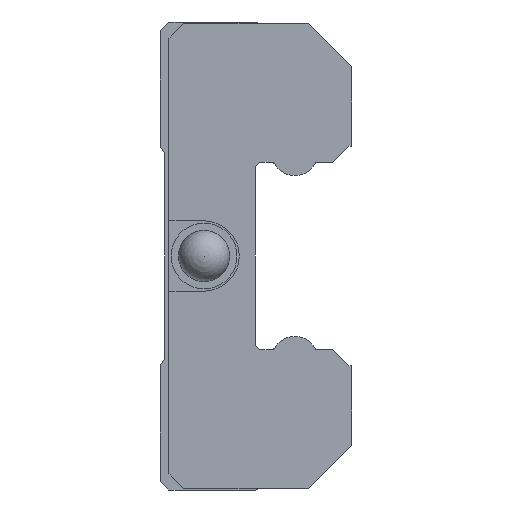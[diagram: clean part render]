
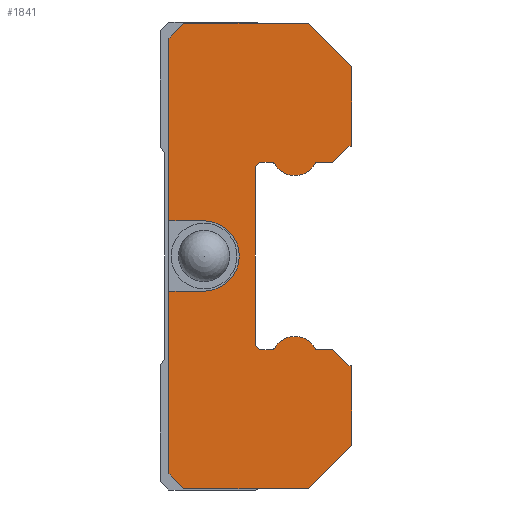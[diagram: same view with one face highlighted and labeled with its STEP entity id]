
A CAD part, left-side view. The second image highlights one B-rep face of the part: STEP entity #1841.
In plain terms, the highlighted planar face has unit normal (-1, 0, 0).
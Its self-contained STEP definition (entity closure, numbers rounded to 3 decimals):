
#32=LINE('',#2672,#248);
#36=LINE('',#2680,#252);
#38=LINE('',#2684,#254);
#39=LINE('',#2688,#255);
#40=LINE('',#2689,#256);
#41=LINE('',#2691,#257);
#42=LINE('',#2693,#258);
#43=LINE('',#2695,#259);
#44=LINE('',#2697,#260);
#45=LINE('',#2699,#261);
#46=LINE('',#2701,#262);
#47=LINE('',#2709,#263);
#48=LINE('',#2711,#264);
#49=LINE('',#2713,#265);
#50=LINE('',#2715,#266);
#51=LINE('',#2717,#267);
#52=LINE('',#2725,#268);
#53=LINE('',#2727,#269);
#54=LINE('',#2729,#270);
#55=LINE('',#2731,#271);
#56=LINE('',#2733,#272);
#57=LINE('',#2735,#273);
#58=LINE('',#2737,#274);
#248=VECTOR('',#2155,1000.);
#252=VECTOR('',#2159,1000.);
#254=VECTOR('',#2163,1000.);
#255=VECTOR('',#2166,1000.);
#256=VECTOR('',#2167,1000.);
#257=VECTOR('',#2168,1000.);
#258=VECTOR('',#2169,1000.);
#259=VECTOR('',#2170,1000.);
#260=VECTOR('',#2171,1000.);
#261=VECTOR('',#2172,1000.);
#262=VECTOR('',#2173,1000.);
#263=VECTOR('',#2180,1000.);
#264=VECTOR('',#2181,1000.);
#265=VECTOR('',#2182,1000.);
#266=VECTOR('',#2183,1000.);
#267=VECTOR('',#2184,1000.);
#268=VECTOR('',#2191,1000.);
#269=VECTOR('',#2192,1000.);
#270=VECTOR('',#2193,1000.);
#271=VECTOR('',#2194,1000.);
#272=VECTOR('',#2195,1000.);
#273=VECTOR('',#2196,1000.);
#274=VECTOR('',#2197,1000.);
#478=PLANE('',#1983);
#594=ORIENTED_EDGE('',*,*,#1104,.T.);
#595=ORIENTED_EDGE('',*,*,#1105,.T.);
#596=ORIENTED_EDGE('',*,*,#1106,.T.);
#597=ORIENTED_EDGE('',*,*,#1102,.F.);
#598=ORIENTED_EDGE('',*,*,#1107,.F.);
#599=ORIENTED_EDGE('',*,*,#1108,.F.);
#600=ORIENTED_EDGE('',*,*,#1109,.F.);
#601=ORIENTED_EDGE('',*,*,#1110,.F.);
#602=ORIENTED_EDGE('',*,*,#1111,.T.);
#603=ORIENTED_EDGE('',*,*,#1112,.T.);
#604=ORIENTED_EDGE('',*,*,#1113,.T.);
#605=ORIENTED_EDGE('',*,*,#1114,.T.);
#606=ORIENTED_EDGE('',*,*,#1115,.F.);
#607=ORIENTED_EDGE('',*,*,#1116,.T.);
#608=ORIENTED_EDGE('',*,*,#1117,.T.);
#609=ORIENTED_EDGE('',*,*,#1118,.T.);
#610=ORIENTED_EDGE('',*,*,#1119,.T.);
#611=ORIENTED_EDGE('',*,*,#1120,.T.);
#612=ORIENTED_EDGE('',*,*,#1121,.T.);
#613=ORIENTED_EDGE('',*,*,#1122,.T.);
#614=ORIENTED_EDGE('',*,*,#1123,.F.);
#615=ORIENTED_EDGE('',*,*,#1124,.T.);
#616=ORIENTED_EDGE('',*,*,#1125,.T.);
#617=ORIENTED_EDGE('',*,*,#1126,.T.);
#618=ORIENTED_EDGE('',*,*,#1127,.T.);
#619=ORIENTED_EDGE('',*,*,#1128,.F.);
#620=ORIENTED_EDGE('',*,*,#1129,.F.);
#621=ORIENTED_EDGE('',*,*,#1130,.F.);
#622=ORIENTED_EDGE('',*,*,#1131,.F.);
#623=ORIENTED_EDGE('',*,*,#1098,.F.);
#1098=EDGE_CURVE('',#1356,#1357,#32,.T.);
#1102=EDGE_CURVE('',#1360,#1361,#36,.T.);
#1104=EDGE_CURVE('',#1356,#1362,#38,.T.);
#1105=EDGE_CURVE('',#1362,#1363,#1532,.T.);
#1106=EDGE_CURVE('',#1363,#1361,#39,.T.);
#1107=EDGE_CURVE('',#1364,#1360,#40,.T.);
#1108=EDGE_CURVE('',#1365,#1364,#41,.T.);
#1109=EDGE_CURVE('',#1366,#1365,#42,.T.);
#1110=EDGE_CURVE('',#1367,#1366,#43,.T.);
#1111=EDGE_CURVE('',#1367,#1368,#44,.T.);
#1112=EDGE_CURVE('',#1368,#1369,#45,.T.);
#1113=EDGE_CURVE('',#1369,#1370,#46,.T.);
#1114=EDGE_CURVE('',#1370,#1371,#1533,.T.);
#1115=EDGE_CURVE('',#1372,#1371,#1534,.T.);
#1116=EDGE_CURVE('',#1372,#1373,#1535,.T.);
#1117=EDGE_CURVE('',#1373,#1374,#47,.T.);
#1118=EDGE_CURVE('',#1374,#1375,#48,.T.);
#1119=EDGE_CURVE('',#1375,#1376,#49,.T.);
#1120=EDGE_CURVE('',#1376,#1377,#50,.T.);
#1121=EDGE_CURVE('',#1377,#1378,#51,.T.);
#1122=EDGE_CURVE('',#1378,#1379,#1536,.T.);
#1123=EDGE_CURVE('',#1380,#1379,#1537,.T.);
#1124=EDGE_CURVE('',#1380,#1381,#1538,.T.);
#1125=EDGE_CURVE('',#1381,#1382,#52,.T.);
#1126=EDGE_CURVE('',#1382,#1383,#53,.T.);
#1127=EDGE_CURVE('',#1383,#1384,#54,.T.);
#1128=EDGE_CURVE('',#1385,#1384,#55,.T.);
#1129=EDGE_CURVE('',#1386,#1385,#56,.T.);
#1130=EDGE_CURVE('',#1387,#1386,#57,.T.);
#1131=EDGE_CURVE('',#1357,#1387,#58,.T.);
#1356=VERTEX_POINT('',#2671);
#1357=VERTEX_POINT('',#2673);
#1360=VERTEX_POINT('',#2679);
#1361=VERTEX_POINT('',#2681);
#1362=VERTEX_POINT('',#2685);
#1363=VERTEX_POINT('',#2687);
#1364=VERTEX_POINT('',#2690);
#1365=VERTEX_POINT('',#2692);
#1366=VERTEX_POINT('',#2694);
#1367=VERTEX_POINT('',#2696);
#1368=VERTEX_POINT('',#2698);
#1369=VERTEX_POINT('',#2700);
#1370=VERTEX_POINT('',#2702);
#1371=VERTEX_POINT('',#2704);
#1372=VERTEX_POINT('',#2706);
#1373=VERTEX_POINT('',#2708);
#1374=VERTEX_POINT('',#2710);
#1375=VERTEX_POINT('',#2712);
#1376=VERTEX_POINT('',#2714);
#1377=VERTEX_POINT('',#2716);
#1378=VERTEX_POINT('',#2718);
#1379=VERTEX_POINT('',#2720);
#1380=VERTEX_POINT('',#2722);
#1381=VERTEX_POINT('',#2724);
#1382=VERTEX_POINT('',#2726);
#1383=VERTEX_POINT('',#2728);
#1384=VERTEX_POINT('',#2730);
#1385=VERTEX_POINT('',#2732);
#1386=VERTEX_POINT('',#2734);
#1387=VERTEX_POINT('',#2736);
#1532=CIRCLE('',#1984,2.4);
#1533=CIRCLE('',#1985,0.15);
#1534=CIRCLE('',#1986,1.6);
#1535=CIRCLE('',#1987,0.15);
#1536=CIRCLE('',#1988,0.15);
#1537=CIRCLE('',#1989,1.6);
#1538=CIRCLE('',#1990,0.15);
#1581=EDGE_LOOP('',(#594,#595,#596,#597,#598,#599,#600,#601,#602,#603,#604,
#605,#606,#607,#608,#609,#610,#611,#612,#613,#614,#615,#616,#617,#618,#619,
#620,#621,#622,#623));
#1711=FACE_BOUND('',#1581,.T.);
#1841=ADVANCED_FACE('',(#1711),#478,.F.);
#1983=AXIS2_PLACEMENT_3D('',#2683,#2161,#2162);
#1984=AXIS2_PLACEMENT_3D('',#2686,#2164,#2165);
#1985=AXIS2_PLACEMENT_3D('',#2703,#2174,#2175);
#1986=AXIS2_PLACEMENT_3D('',#2705,#2176,#2177);
#1987=AXIS2_PLACEMENT_3D('',#2707,#2178,#2179);
#1988=AXIS2_PLACEMENT_3D('',#2719,#2185,#2186);
#1989=AXIS2_PLACEMENT_3D('',#2721,#2187,#2188);
#1990=AXIS2_PLACEMENT_3D('',#2723,#2189,#2190);
#2155=DIRECTION('',(0.,0.,1.));
#2159=DIRECTION('',(0.,0.,1.));
#2161=DIRECTION('',(1.,0.,0.));
#2162=DIRECTION('',(0.,0.,-1.));
#2163=DIRECTION('',(0.,-1.,0.));
#2164=DIRECTION('',(1.,0.,0.));
#2165=DIRECTION('',(0.,0.,-1.));
#2166=DIRECTION('',(0.,1.,0.));
#2167=DIRECTION('',(0.,0.707,0.707));
#2168=DIRECTION('',(0.,1.,0.));
#2169=DIRECTION('',(0.,0.707,-0.707));
#2170=DIRECTION('',(0.,0.,-1.));
#2171=DIRECTION('',(0.,1.,0.));
#2172=DIRECTION('',(0.,0.707,0.707));
#2173=DIRECTION('',(0.,1.,0.));
#2174=DIRECTION('',(1.,0.,0.));
#2175=DIRECTION('',(0.,0.,-1.));
#2176=DIRECTION('',(1.,0.,0.));
#2177=DIRECTION('',(0.,0.,-1.));
#2178=DIRECTION('',(1.,0.,0.));
#2179=DIRECTION('',(0.,0.,-1.));
#2180=DIRECTION('',(0.,1.,0.));
#2181=DIRECTION('',(0.,0.707,0.707));
#2182=DIRECTION('',(0.,0.,1.));
#2183=DIRECTION('',(0.,-0.707,0.707));
#2184=DIRECTION('',(0.,-1.,0.));
#2185=DIRECTION('',(1.,0.,0.));
#2186=DIRECTION('',(0.,0.,-1.));
#2187=DIRECTION('',(1.,0.,0.));
#2188=DIRECTION('',(0.,0.,-1.));
#2189=DIRECTION('',(1.,0.,0.));
#2190=DIRECTION('',(0.,0.,-1.));
#2191=DIRECTION('',(0.,-1.,0.));
#2192=DIRECTION('',(0.,-0.707,0.707));
#2193=DIRECTION('',(0.,-1.,0.));
#2194=DIRECTION('',(0.,0.,-1.));
#2195=DIRECTION('',(0.,-0.707,-0.707));
#2196=DIRECTION('',(0.,-1.,0.));
#2197=DIRECTION('',(0.,-0.707,0.707));
#2671=CARTESIAN_POINT('',(-21.5,12.7,2.4));
#2672=CARTESIAN_POINT('',(-21.5,12.7,-14.9));
#2673=CARTESIAN_POINT('',(-21.5,12.7,14.9));
#2679=CARTESIAN_POINT('',(-21.5,12.7,-14.9));
#2680=CARTESIAN_POINT('',(-21.5,12.7,-14.9));
#2681=CARTESIAN_POINT('',(-21.5,12.7,-2.4));
#2683=CARTESIAN_POINT('',(-21.5,0.,0.));
#2684=CARTESIAN_POINT('',(-21.5,13.3,2.4));
#2685=CARTESIAN_POINT('',(-21.5,10.3,2.4));
#2686=CARTESIAN_POINT('',(-21.5,10.3,0.));
#2687=CARTESIAN_POINT('',(-21.5,10.3,-2.4));
#2688=CARTESIAN_POINT('',(-21.5,10.3,-2.4));
#2689=CARTESIAN_POINT('',(-21.5,11.7,-15.9));
#2690=CARTESIAN_POINT('',(-21.5,11.7,-15.9));
#2691=CARTESIAN_POINT('',(-21.5,3.16,-15.9));
#2692=CARTESIAN_POINT('',(-21.5,3.16,-15.9));
#2693=CARTESIAN_POINT('',(-21.5,0.2,-12.94));
#2694=CARTESIAN_POINT('',(-21.5,0.2,-12.94));
#2695=CARTESIAN_POINT('',(-21.5,0.2,12.94));
#2696=CARTESIAN_POINT('',(-21.5,0.2,-7.5));
#2697=CARTESIAN_POINT('',(-21.5,-2.2,-7.5));
#2698=CARTESIAN_POINT('',(-21.5,0.4,-7.5));
#2699=CARTESIAN_POINT('',(-21.5,0.4,-7.5));
#2700=CARTESIAN_POINT('',(-21.5,1.5,-6.4));
#2701=CARTESIAN_POINT('',(-21.5,1.5,-6.4));
#2702=CARTESIAN_POINT('',(-21.5,2.57,-6.4));
#2703=CARTESIAN_POINT('',(-21.5,2.57,-6.25));
#2704=CARTESIAN_POINT('',(-21.5,2.701,-6.323));
#2705=CARTESIAN_POINT('',(-21.5,4.1,-7.1));
#2706=CARTESIAN_POINT('',(-21.5,5.499,-6.323));
#2707=CARTESIAN_POINT('',(-21.5,5.63,-6.25));
#2708=CARTESIAN_POINT('',(-21.5,5.63,-6.4));
#2709=CARTESIAN_POINT('',(-21.5,5.63,-6.4));
#2710=CARTESIAN_POINT('',(-21.5,6.5,-6.4));
#2711=CARTESIAN_POINT('',(-21.5,6.5,-6.4));
#2712=CARTESIAN_POINT('',(-21.5,6.8,-6.1));
#2713=CARTESIAN_POINT('',(-21.5,6.8,-6.1));
#2714=CARTESIAN_POINT('',(-21.5,6.8,6.1));
#2715=CARTESIAN_POINT('',(-21.5,6.8,6.1));
#2716=CARTESIAN_POINT('',(-21.5,6.5,6.4));
#2717=CARTESIAN_POINT('',(-21.5,6.5,6.4));
#2718=CARTESIAN_POINT('',(-21.5,5.63,6.4));
#2719=CARTESIAN_POINT('',(-21.5,5.63,6.25));
#2720=CARTESIAN_POINT('',(-21.5,5.499,6.323));
#2721=CARTESIAN_POINT('',(-21.5,4.1,7.1));
#2722=CARTESIAN_POINT('',(-21.5,2.701,6.323));
#2723=CARTESIAN_POINT('',(-21.5,2.57,6.25));
#2724=CARTESIAN_POINT('',(-21.5,2.57,6.4));
#2725=CARTESIAN_POINT('',(-21.5,2.57,6.4));
#2726=CARTESIAN_POINT('',(-21.5,1.5,6.4));
#2727=CARTESIAN_POINT('',(-21.5,1.5,6.4));
#2728=CARTESIAN_POINT('',(-21.5,0.4,7.5));
#2729=CARTESIAN_POINT('',(-21.5,0.4,7.5));
#2730=CARTESIAN_POINT('',(-21.5,0.2,7.5));
#2731=CARTESIAN_POINT('',(-21.5,0.2,12.94));
#2732=CARTESIAN_POINT('',(-21.5,0.2,12.94));
#2733=CARTESIAN_POINT('',(-21.5,3.16,15.9));
#2734=CARTESIAN_POINT('',(-21.5,3.16,15.9));
#2735=CARTESIAN_POINT('',(-21.5,11.7,15.9));
#2736=CARTESIAN_POINT('',(-21.5,11.7,15.9));
#2737=CARTESIAN_POINT('',(-21.5,12.7,14.9));
